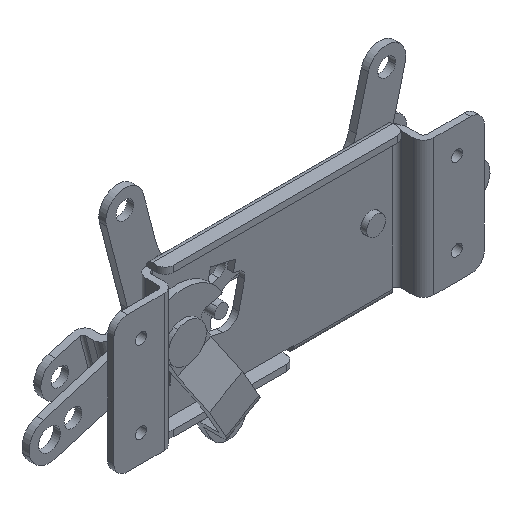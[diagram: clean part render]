
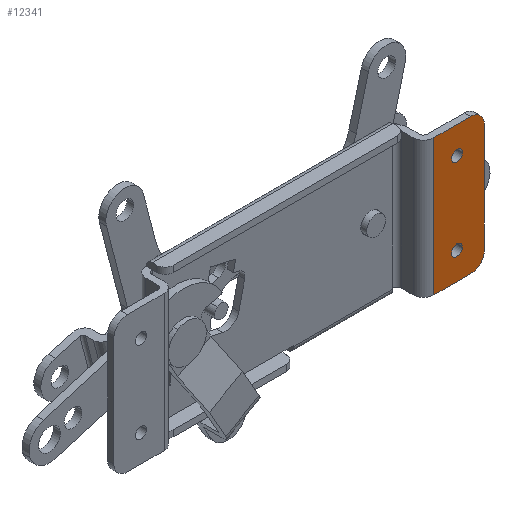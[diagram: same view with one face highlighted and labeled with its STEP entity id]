
A CAD part, isometric view. The second image highlights one B-rep face of the part: STEP entity #12341.
In plain terms, the highlighted planar face has unit normal (0, -1, 0).
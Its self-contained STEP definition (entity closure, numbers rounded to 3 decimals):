
#352 = VERTEX_POINT ( 'NONE', #3652 ) ;
#381 = VERTEX_POINT ( 'NONE', #3732 ) ;
#386 = EDGE_CURVE ( 'NONE', #381, #352, #3726, .T. ) ;
#3652 = CARTESIAN_POINT ( 'NONE',  ( 63., -9.7, -25. ) ) ;
#3723 = DIRECTION ( 'NONE',  ( 1., 0., 0. ) ) ;
#3724 = VECTOR ( 'NONE', #3723, 1000. ) ;
#3725 = CARTESIAN_POINT ( 'NONE',  ( 49.5, -9.7, -25. ) ) ;
#3726 = LINE ( 'NONE', #3725, #3724 ) ;
#3732 = CARTESIAN_POINT ( 'NONE',  ( 49.5, -9.7, -25. ) ) ;
#8663 = DIRECTION ( 'NONE',  ( -1., 0., 0. ) ) ;
#8664 = DIRECTION ( 'NONE',  ( 0., 1., 0. ) ) ;
#8665 = CARTESIAN_POINT ( 'NONE',  ( 58., -9.7, -15. ) ) ;
#8666 = AXIS2_PLACEMENT_3D ( 'NONE', #8665, #8664, #8663 ) ;
#8667 = CIRCLE ( 'NONE', #8666, 2. ) ;
#8677 = CARTESIAN_POINT ( 'NONE',  ( 60., -9.7, -15. ) ) ;
#8706 = CARTESIAN_POINT ( 'NONE',  ( 56., -9.7, 15. ) ) ;
#8707 = CARTESIAN_POINT ( 'NONE',  ( 60., -9.7, 15. ) ) ;
#8714 = CARTESIAN_POINT ( 'NONE',  ( 56., -9.7, -15. ) ) ;
#8971 = DIRECTION ( 'NONE',  ( -1., 0., 0. ) ) ;
#8972 = DIRECTION ( 'NONE',  ( 0., 1., 0. ) ) ;
#8973 = CARTESIAN_POINT ( 'NONE',  ( 58., -9.7, 15. ) ) ;
#8974 = AXIS2_PLACEMENT_3D ( 'NONE', #8973, #8972, #8971 ) ;
#8975 = CIRCLE ( 'NONE', #8974, 2. ) ;
#9078 = CARTESIAN_POINT ( 'NONE',  ( 49.5, -9.7, 25. ) ) ;
#9088 = DIRECTION ( 'NONE',  ( 1., 0., 0. ) ) ;
#9089 = VECTOR ( 'NONE', #9088, 1000. ) ;
#9090 = CARTESIAN_POINT ( 'NONE',  ( 49.5, -9.7, 25. ) ) ;
#9091 = LINE ( 'NONE', #9090, #9089 ) ;
#9092 = CARTESIAN_POINT ( 'NONE',  ( 63., -9.7, 25. ) ) ;
#9325 = CARTESIAN_POINT ( 'NONE',  ( 68., -9.7, -20. ) ) ;
#9326 = CARTESIAN_POINT ( 'NONE',  ( 68., -9.7, 20. ) ) ;
#9328 = DIRECTION ( 'NONE',  ( -1., 0., 0. ) ) ;
#9329 = DIRECTION ( 'NONE',  ( 0., 1., 0. ) ) ;
#9330 = CARTESIAN_POINT ( 'NONE',  ( 49.5, -9.7, 25. ) ) ;
#9331 = AXIS2_PLACEMENT_3D ( 'NONE', #9330, #9329, #9328 ) ;
#9332 = PLANE ( 'NONE',  #9331 ) ;
#9333 = FACE_OUTER_BOUND ( 'NONE', #12359, .T. ) ;
#9334 = FACE_BOUND ( 'NONE', #12347, .T. ) ;
#9335 = FACE_BOUND ( 'NONE', #12327, .T. ) ;
#9336 = DIRECTION ( 'NONE',  ( 0., 0., -1. ) ) ;
#9337 = VECTOR ( 'NONE', #9336, 1000. ) ;
#9338 = CARTESIAN_POINT ( 'NONE',  ( 49.5, -9.7, 25. ) ) ;
#9342 = LINE ( 'NONE', #9338, #9337 ) ;
#9358 = DIRECTION ( 'NONE',  ( -1., 0., 0. ) ) ;
#9359 = DIRECTION ( 'NONE',  ( 0., 1., 0. ) ) ;
#9360 = CARTESIAN_POINT ( 'NONE',  ( 58., -9.7, -15. ) ) ;
#9361 = AXIS2_PLACEMENT_3D ( 'NONE', #9360, #9359, #9358 ) ;
#9362 = CIRCLE ( 'NONE', #9361, 2. ) ;
#9374 = DIRECTION ( 'NONE',  ( -1., 0., 0. ) ) ;
#9375 = DIRECTION ( 'NONE',  ( 0., 1., 0. ) ) ;
#9376 = CARTESIAN_POINT ( 'NONE',  ( 58., -9.7, 15. ) ) ;
#9377 = AXIS2_PLACEMENT_3D ( 'NONE', #9376, #9375, #9374 ) ;
#9378 = CIRCLE ( 'NONE', #9377, 2. ) ;
#9382 = DIRECTION ( 'NONE',  ( -1., 0., 0. ) ) ;
#9383 = DIRECTION ( 'NONE',  ( 0., -1., 0. ) ) ;
#9384 = CARTESIAN_POINT ( 'NONE',  ( 63., -9.7, -20. ) ) ;
#9385 = AXIS2_PLACEMENT_3D ( 'NONE', #9384, #9383, #9382 ) ;
#9386 = CIRCLE ( 'NONE', #9385, 5. ) ;
#9408 = DIRECTION ( 'NONE',  ( 0., 0., -1. ) ) ;
#9409 = VECTOR ( 'NONE', #9408, 1000. ) ;
#9410 = CARTESIAN_POINT ( 'NONE',  ( 68., -9.7, 25. ) ) ;
#9411 = LINE ( 'NONE', #9410, #9409 ) ;
#9412 = DIRECTION ( 'NONE',  ( -1., 0., 0. ) ) ;
#9413 = DIRECTION ( 'NONE',  ( 0., -1., 0. ) ) ;
#9414 = CARTESIAN_POINT ( 'NONE',  ( 63., -9.7, 20. ) ) ;
#9415 = AXIS2_PLACEMENT_3D ( 'NONE', #9414, #9413, #9412 ) ;
#9416 = CIRCLE ( 'NONE', #9415, 5. ) ;
#11976 = VERTEX_POINT ( 'NONE', #8677 ) ;
#11979 = EDGE_CURVE ( 'NONE', #11976, #11986, #8667, .T. ) ;
#11986 = VERTEX_POINT ( 'NONE', #8714 ) ;
#11994 = VERTEX_POINT ( 'NONE', #8707 ) ;
#11995 = VERTEX_POINT ( 'NONE', #8706 ) ;
#12112 = EDGE_CURVE ( 'NONE', #11994, #11995, #8975, .T. ) ;
#12189 = VERTEX_POINT ( 'NONE', #9092 ) ;
#12192 = EDGE_CURVE ( 'NONE', #12195, #12189, #9091, .T. ) ;
#12195 = VERTEX_POINT ( 'NONE', #9078 ) ;
#12327 = EDGE_LOOP ( 'NONE', ( #12366, #12346 ) ) ;
#12339 = EDGE_CURVE ( 'NONE', #12195, #381, #9342, .T. ) ;
#12341 = ADVANCED_FACE ( 'NONE', ( #9335, #9334, #9333 ), #9332, .F. ) ;
#12346 = ORIENTED_EDGE ( 'NONE', *, *, #11979, .T. ) ;
#12347 = EDGE_LOOP ( 'NONE', ( #12356, #12361 ) ) ;
#12351 = ORIENTED_EDGE ( 'NONE', *, *, #12355, .T. ) ;
#12352 = VERTEX_POINT ( 'NONE', #9326 ) ;
#12353 = VERTEX_POINT ( 'NONE', #9325 ) ;
#12354 = ORIENTED_EDGE ( 'NONE', *, *, #386, .T. ) ;
#12355 = EDGE_CURVE ( 'NONE', #352, #12353, #9386, .T. ) ;
#12356 = ORIENTED_EDGE ( 'NONE', *, *, #12360, .T. ) ;
#12359 = EDGE_LOOP ( 'NONE', ( #12354, #12351, #12376, #12379, #12369, #12367 ) ) ;
#12360 = EDGE_CURVE ( 'NONE', #11995, #11994, #9378, .T. ) ;
#12361 = ORIENTED_EDGE ( 'NONE', *, *, #12112, .T. ) ;
#12366 = ORIENTED_EDGE ( 'NONE', *, *, #12372, .T. ) ;
#12367 = ORIENTED_EDGE ( 'NONE', *, *, #12339, .T. ) ;
#12369 = ORIENTED_EDGE ( 'NONE', *, *, #12192, .F. ) ;
#12372 = EDGE_CURVE ( 'NONE', #11986, #11976, #9362, .T. ) ;
#12375 = EDGE_CURVE ( 'NONE', #12352, #12189, #9416, .T. ) ;
#12376 = ORIENTED_EDGE ( 'NONE', *, *, #12381, .F. ) ;
#12379 = ORIENTED_EDGE ( 'NONE', *, *, #12375, .T. ) ;
#12381 = EDGE_CURVE ( 'NONE', #12352, #12353, #9411, .T. ) ;
